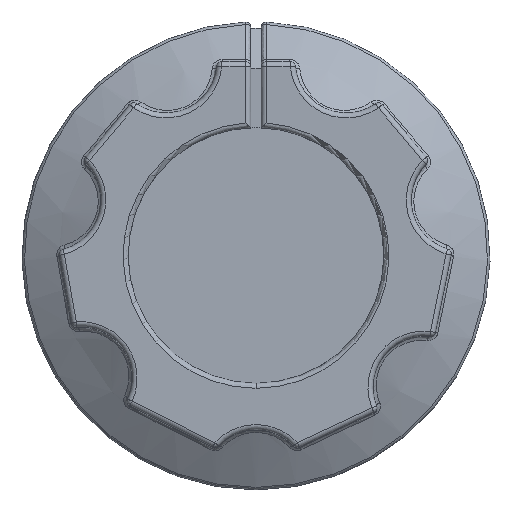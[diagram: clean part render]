
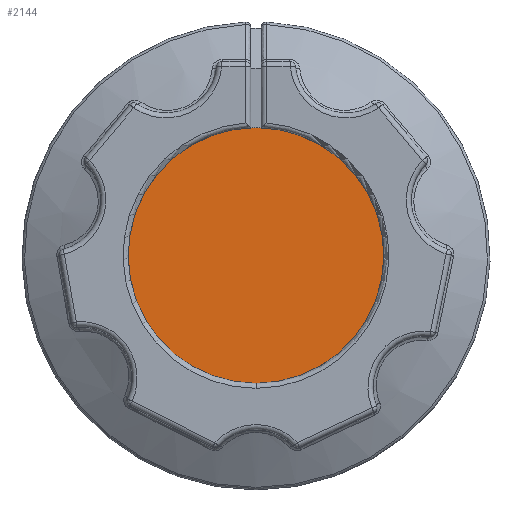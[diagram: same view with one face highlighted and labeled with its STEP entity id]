
A CAD part, top view. The second image highlights one B-rep face of the part: STEP entity #2144.
In plain terms, the highlighted planar face has unit normal (0, 0, 1).
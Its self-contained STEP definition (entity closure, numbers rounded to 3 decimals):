
#835=CARTESIAN_POINT('',(0.0,-5.08,11.44));
#836=VERTEX_POINT('',#835);
#862=CARTESIAN_POINT('',(-0.0,5.08,11.44));
#863=VERTEX_POINT('',#862);
#870=CARTESIAN_POINT('',(0.0,0.0,11.44));
#871=DIRECTION('',(0.0,0.0,1.0));
#872=DIRECTION('',(1.0,0.0,-0.0));
#873=AXIS2_PLACEMENT_3D('',#870,#871,#872);
#874=CIRCLE('',#873,5.08);
#875=EDGE_CURVE('n� 2518',#836,#863,#874,.T.);
#894=CARTESIAN_POINT('',(0.0,0.0,11.44));
#895=DIRECTION('',(0.0,0.0,1.0));
#896=DIRECTION('',(1.0,0.0,-0.0));
#897=AXIS2_PLACEMENT_3D('',#894,#895,#896);
#898=CIRCLE('',#897,5.08);
#899=EDGE_CURVE('n� 2513',#863,#836,#898,.T.);
#2135=ORIENTED_EDGE('',*,*,#899,.T.);
#2136=ORIENTED_EDGE('',*,*,#875,.T.);
#2137=EDGE_LOOP('',(#2135,#2136));
#2138=FACE_OUTER_BOUND('',#2137,.T.);
#2139=CARTESIAN_POINT('',(0.0,0.0,11.44));
#2140=DIRECTION('',(0.0,0.0,1.0));
#2141=DIRECTION('',(1.0,0.0,-0.0));
#2142=AXIS2_PLACEMENT_3D('',#2139,#2140,#2141);
#2143=PLANE('',#2142);
#2144=ADVANCED_FACE('n� 2537',(#2138),#2143,.T.);
